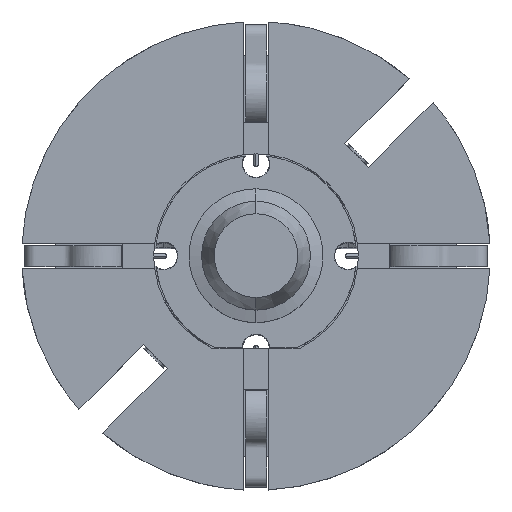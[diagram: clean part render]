
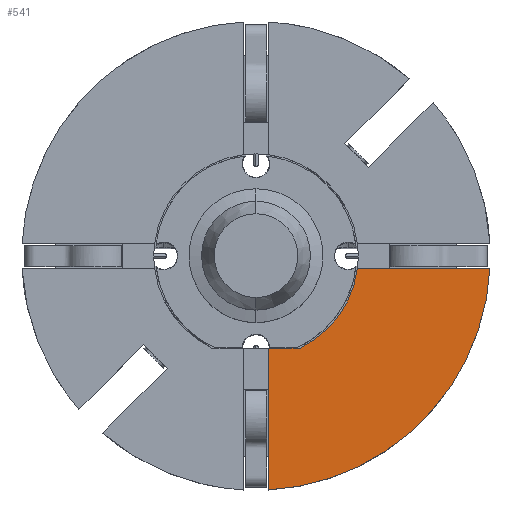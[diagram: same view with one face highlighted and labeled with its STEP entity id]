
A CAD part, top view. The second image highlights one B-rep face of the part: STEP entity #541.
In plain terms, the highlighted face is planar.
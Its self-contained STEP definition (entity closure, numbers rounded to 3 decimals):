
#441=PLANE('',#5596);
#541=ADVANCED_FACE('',(#913),#441,.T.);
#913=FACE_OUTER_BOUND('',#1186,.T.);
#1186=EDGE_LOOP('',(#1921,#1922,#1923,#1924,#1925));
#1490=B_SPLINE_CURVE_WITH_KNOTS('',5,(#7474,#7475,#7476,#7477,#7478,#7479,
#7480,#7481,#7482,#7483,#7484,#7485,#7486,#7487,#7488),.UNSPECIFIED.,.F.,
 .F.,(6,3,3,3,6),(0.,0.061,0.374,0.687,
1.),.UNSPECIFIED.);
#1726=CIRCLE('',#5595,6.1);
#1921=ORIENTED_EDGE('',*,*,#4025,.T.);
#1922=ORIENTED_EDGE('',*,*,#4026,.F.);
#1923=ORIENTED_EDGE('',*,*,#4027,.F.);
#1924=ORIENTED_EDGE('',*,*,#4028,.F.);
#1925=ORIENTED_EDGE('',*,*,#4029,.T.);
#3495=VERTEX_POINT('',#7466);
#3496=VERTEX_POINT('',#7467);
#3497=VERTEX_POINT('',#7469);
#3498=VERTEX_POINT('',#7471);
#3499=VERTEX_POINT('',#7473);
#4025=EDGE_CURVE('',#3495,#3496,#4814,.T.);
#4026=EDGE_CURVE('',#3497,#3496,#1726,.T.);
#4027=EDGE_CURVE('',#3498,#3497,#4815,.T.);
#4028=EDGE_CURVE('',#3499,#3498,#4816,.T.);
#4029=EDGE_CURVE('',#3499,#3495,#1490,.T.);
#4814=LINE('',#7465,#5195);
#4815=LINE('',#7470,#5196);
#4816=LINE('',#7472,#5197);
#5195=VECTOR('',#6094,1.);
#5196=VECTOR('',#6097,1.);
#5197=VECTOR('',#6098,1.);
#5595=AXIS2_PLACEMENT_3D('',#7468,#6095,#6096);
#5596=AXIS2_PLACEMENT_3D('',#7489,#6099,#6100);
#6094=DIRECTION('',(1.,0.,0.));
#6095=DIRECTION('',(0.,-1.,0.));
#6096=DIRECTION('',(-0.432,0.,0.902));
#6097=DIRECTION('',(-1.,0.,0.));
#6098=DIRECTION('',(0.,0.,-1.));
#6099=DIRECTION('',(0.,-1.,0.));
#6100=DIRECTION('',(0.,0.,1.));
#7465=CARTESIAN_POINT('',(-13.98,-2.,0.75));
#7466=CARTESIAN_POINT('',(-13.98,-2.,0.75));
#7467=CARTESIAN_POINT('',(-6.054,-2.,0.75));
#7468=CARTESIAN_POINT('',(0.,-2.,0.));
#7469=CARTESIAN_POINT('',(-2.638,-2.,5.5));
#7470=CARTESIAN_POINT('',(-0.75,-2.,5.5));
#7471=CARTESIAN_POINT('',(-0.75,-2.,5.5));
#7472=CARTESIAN_POINT('',(-0.75,-2.,13.98));
#7473=CARTESIAN_POINT('',(-0.75,-2.,13.98));
#7474=CARTESIAN_POINT('',(-0.75,-2.,13.98));
#7475=CARTESIAN_POINT('',(-0.998,-2.,13.967));
#7476=CARTESIAN_POINT('',(-1.246,-2.,13.948));
#7477=CARTESIAN_POINT('',(-1.494,-2.,13.923));
#7478=CARTESIAN_POINT('',(-3.015,-2.,13.74));
#7479=CARTESIAN_POINT('',(-4.507,-2.,13.348));
#7480=CARTESIAN_POINT('',(-5.713,-2.,12.878));
#7481=CARTESIAN_POINT('',(-7.996,-2.,11.671));
#7482=CARTESIAN_POINT('',(-9.947,-2.,9.978));
#7483=CARTESIAN_POINT('',(-10.821,-2.,9.022));
#7484=CARTESIAN_POINT('',(-12.334,-2.,6.929));
#7485=CARTESIAN_POINT('',(-13.334,-2.,4.548));
#7486=CARTESIAN_POINT('',(-13.696,-2.,3.305));
#7487=CARTESIAN_POINT('',(-13.911,-2.,2.031));
#7488=CARTESIAN_POINT('',(-13.98,-2.,0.75));
#7489=CARTESIAN_POINT('',(-14.641,-2.,14.641));
